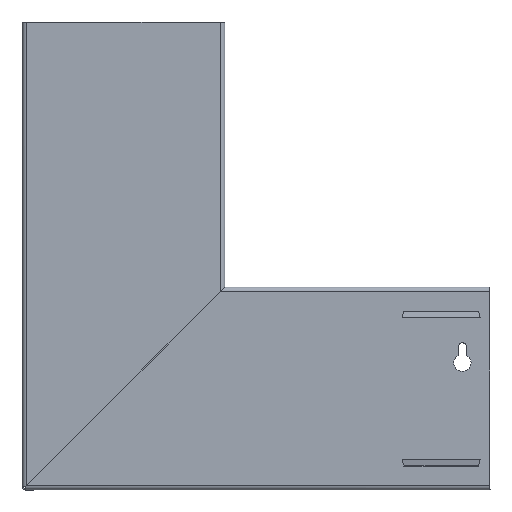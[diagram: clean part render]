
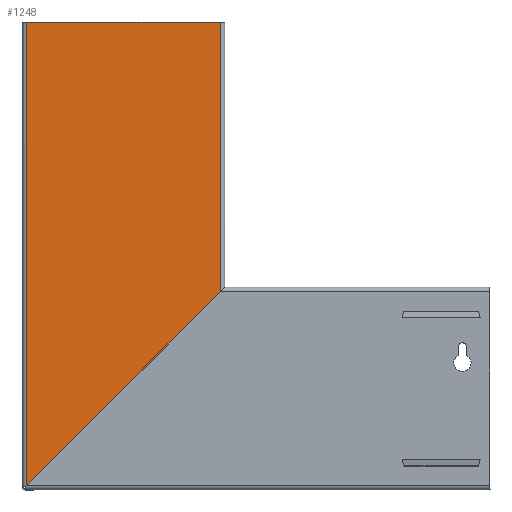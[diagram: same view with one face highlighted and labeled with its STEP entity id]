
A CAD part, left-side view. The second image highlights one B-rep face of the part: STEP entity #1248.
In plain terms, the highlighted planar face has unit normal (-1, 0, 0).
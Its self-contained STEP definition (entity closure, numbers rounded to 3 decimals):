
#2 = EDGE_LOOP ( 'NONE', ( #1246, #12570, #4846, #12932 ) ) ;
#540 = VERTEX_POINT ( 'NONE', #13094 ) ;
#583 = EDGE_CURVE ( 'NONE', #12074, #8713, #5239, .T. ) ;
#1137 = PLANE ( 'NONE',  #3925 ) ;
#1246 = ORIENTED_EDGE ( 'NONE', *, *, #10576, .F. ) ;
#1248 = ADVANCED_FACE ( 'NONE', ( #12895 ), #1137, .T. ) ;
#1599 = LINE ( 'NONE', #5660, #10100 ) ;
#2425 = DIRECTION ( 'NONE',  ( 0., 0., 1. ) ) ;
#2483 = CARTESIAN_POINT ( 'NONE',  ( 0., -62., 126.001 ) ) ;
#2665 = CARTESIAN_POINT ( 'NONE',  ( 0., -62., 298.9 ) ) ;
#3925 = AXIS2_PLACEMENT_3D ( 'NONE', #5273, #5453, #2425 ) ;
#4348 = DIRECTION ( 'NONE',  ( 0., 0.707, -0.707 ) ) ;
#4581 = LINE ( 'NONE', #10181, #10075 ) ;
#4846 = ORIENTED_EDGE ( 'NONE', *, *, #9457, .T. ) ;
#5239 = LINE ( 'NONE', #10930, #9354 ) ;
#5273 = CARTESIAN_POINT ( 'NONE',  ( 0., -62., 298.9 ) ) ;
#5453 = DIRECTION ( 'NONE',  ( -1., 0., 0. ) ) ;
#5660 = CARTESIAN_POINT ( 'NONE',  ( 0., 62., 298.9 ) ) ;
#7269 = CARTESIAN_POINT ( 'NONE',  ( 0., 62., 2.001 ) ) ;
#8018 = EDGE_CURVE ( 'NONE', #540, #10102, #1599, .T. ) ;
#8713 = VERTEX_POINT ( 'NONE', #2483 ) ;
#8935 = DIRECTION ( 'NONE',  ( 0., 0., -1. ) ) ;
#9354 = VECTOR ( 'NONE', #11798, 1000. ) ;
#9457 = EDGE_CURVE ( 'NONE', #12074, #540, #4581, .T. ) ;
#10075 = VECTOR ( 'NONE', #11264, 1000. ) ;
#10100 = VECTOR ( 'NONE', #8935, 1000. ) ;
#10102 = VERTEX_POINT ( 'NONE', #7269 ) ;
#10181 = CARTESIAN_POINT ( 'NONE',  ( 0., -62., 298.9 ) ) ;
#10576 = EDGE_CURVE ( 'NONE', #8713, #10102, #13093, .T. ) ;
#10930 = CARTESIAN_POINT ( 'NONE',  ( 0., -62., 298.9 ) ) ;
#11264 = DIRECTION ( 'NONE',  ( 0., 1., 0. ) ) ;
#11798 = DIRECTION ( 'NONE',  ( 0., 0., -1. ) ) ;
#12006 = CARTESIAN_POINT ( 'NONE',  ( 0., -148.45, 212.45 ) ) ;
#12074 = VERTEX_POINT ( 'NONE', #2665 ) ;
#12570 = ORIENTED_EDGE ( 'NONE', *, *, #583, .F. ) ;
#12752 = VECTOR ( 'NONE', #4348, 1000. ) ;
#12895 = FACE_OUTER_BOUND ( 'NONE', #2, .T. ) ;
#12932 = ORIENTED_EDGE ( 'NONE', *, *, #8018, .T. ) ;
#13093 = LINE ( 'NONE', #12006, #12752 ) ;
#13094 = CARTESIAN_POINT ( 'NONE',  ( 0., 62., 298.9 ) ) ;
